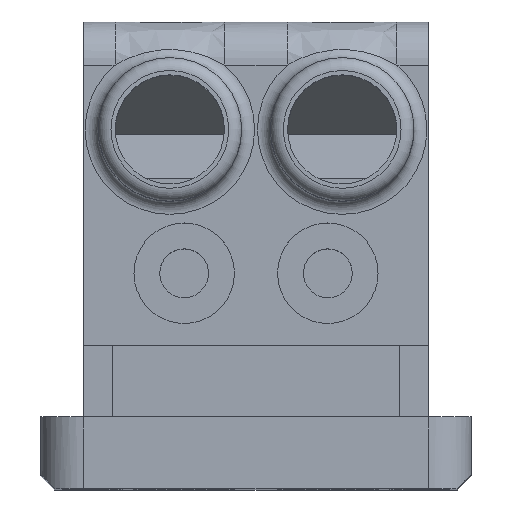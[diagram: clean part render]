
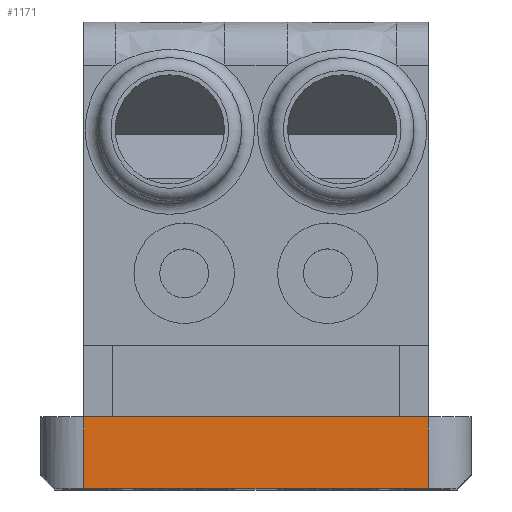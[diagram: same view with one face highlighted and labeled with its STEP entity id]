
A CAD part, top view. The second image highlights one B-rep face of the part: STEP entity #1171.
In plain terms, the highlighted planar face has unit normal (0, 0, 1).
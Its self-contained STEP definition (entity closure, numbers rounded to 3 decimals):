
#58 = PLANE('',#59);
#59 = AXIS2_PLACEMENT_3D('',#60,#61,#62);
#60 = CARTESIAN_POINT('',(0.,-5.,2.293));
#61 = DIRECTION('',(0.,1.,0.));
#62 = DIRECTION('',(0.,0.,1.));
#212 = EDGE_CURVE('',#213,#215,#217,.T.);
#213 = VERTEX_POINT('',#214);
#214 = CARTESIAN_POINT('',(-12.,-5.,30.));
#215 = VERTEX_POINT('',#216);
#216 = CARTESIAN_POINT('',(12.,-5.,30.));
#217 = SURFACE_CURVE('',#218,(#222,#229),.PCURVE_S1.);
#218 = LINE('',#219,#220);
#219 = CARTESIAN_POINT('',(-15.,-5.,30.));
#220 = VECTOR('',#221,1.);
#221 = DIRECTION('',(1.,0.,0.));
#222 = PCURVE('',#58,#223);
#223 = DEFINITIONAL_REPRESENTATION('',(#224),#228);
#224 = LINE('',#225,#226);
#225 = CARTESIAN_POINT('',(27.707,-15.));
#226 = VECTOR('',#227,1.);
#227 = DIRECTION('',(0.,1.));
#228 = ( GEOMETRIC_REPRESENTATION_CONTEXT(2) 
PARAMETRIC_REPRESENTATION_CONTEXT() REPRESENTATION_CONTEXT('2D SPACE',''
  ) );
#229 = PCURVE('',#230,#235);
#230 = PLANE('',#231);
#231 = AXIS2_PLACEMENT_3D('',#232,#233,#234);
#232 = CARTESIAN_POINT('',(-15.,0.,30.));
#233 = DIRECTION('',(0.,0.,1.));
#234 = DIRECTION('',(1.,0.,0.));
#235 = DEFINITIONAL_REPRESENTATION('',(#236),#240);
#236 = LINE('',#237,#238);
#237 = CARTESIAN_POINT('',(0.,-5.));
#238 = VECTOR('',#239,1.);
#239 = DIRECTION('',(1.,0.));
#240 = ( GEOMETRIC_REPRESENTATION_CONTEXT(2) 
PARAMETRIC_REPRESENTATION_CONTEXT() REPRESENTATION_CONTEXT('2D SPACE',''
  ) );
#259 = CYLINDRICAL_SURFACE('',#260,3.);
#260 = AXIS2_PLACEMENT_3D('',#261,#262,#263);
#261 = CARTESIAN_POINT('',(12.,0.,27.));
#262 = DIRECTION('',(0.,-1.,0.));
#263 = DIRECTION('',(0.,0.,1.));
#373 = CYLINDRICAL_SURFACE('',#374,3.);
#374 = AXIS2_PLACEMENT_3D('',#375,#376,#377);
#375 = CARTESIAN_POINT('',(-12.,0.,27.));
#376 = DIRECTION('',(0.,-1.,0.));
#377 = DIRECTION('',(0.,0.,1.));
#916 = PLANE('',#917);
#917 = AXIS2_PLACEMENT_3D('',#918,#919,#920);
#918 = CARTESIAN_POINT('',(0.,0.,2.293));
#919 = DIRECTION('',(0.,1.,0.));
#920 = DIRECTION('',(0.,0.,1.));
#1171 = ADVANCED_FACE('',(#1172),#230,.T.);
#1172 = FACE_BOUND('',#1173,.T.);
#1173 = EDGE_LOOP('',(#1174,#1199,#1219,#1220));
#1174 = ORIENTED_EDGE('',*,*,#1175,.F.);
#1175 = EDGE_CURVE('',#1176,#1178,#1180,.T.);
#1176 = VERTEX_POINT('',#1177);
#1177 = CARTESIAN_POINT('',(-12.,0.,30.));
#1178 = VERTEX_POINT('',#1179);
#1179 = CARTESIAN_POINT('',(12.,0.,30.));
#1180 = SURFACE_CURVE('',#1181,(#1185,#1192),.PCURVE_S1.);
#1181 = LINE('',#1182,#1183);
#1182 = CARTESIAN_POINT('',(-15.,0.,30.));
#1183 = VECTOR('',#1184,1.);
#1184 = DIRECTION('',(1.,0.,0.));
#1185 = PCURVE('',#230,#1186);
#1186 = DEFINITIONAL_REPRESENTATION('',(#1187),#1191);
#1187 = LINE('',#1188,#1189);
#1188 = CARTESIAN_POINT('',(0.,0.));
#1189 = VECTOR('',#1190,1.);
#1190 = DIRECTION('',(1.,0.));
#1191 = ( GEOMETRIC_REPRESENTATION_CONTEXT(2) 
PARAMETRIC_REPRESENTATION_CONTEXT() REPRESENTATION_CONTEXT('2D SPACE',''
  ) );
#1192 = PCURVE('',#916,#1193);
#1193 = DEFINITIONAL_REPRESENTATION('',(#1194),#1198);
#1194 = LINE('',#1195,#1196);
#1195 = CARTESIAN_POINT('',(27.707,-15.));
#1196 = VECTOR('',#1197,1.);
#1197 = DIRECTION('',(0.,1.));
#1198 = ( GEOMETRIC_REPRESENTATION_CONTEXT(2) 
PARAMETRIC_REPRESENTATION_CONTEXT() REPRESENTATION_CONTEXT('2D SPACE',''
  ) );
#1199 = ORIENTED_EDGE('',*,*,#1200,.T.);
#1200 = EDGE_CURVE('',#1176,#213,#1201,.T.);
#1201 = SURFACE_CURVE('',#1202,(#1206,#1213),.PCURVE_S1.);
#1202 = LINE('',#1203,#1204);
#1203 = CARTESIAN_POINT('',(-12.,0.,30.));
#1204 = VECTOR('',#1205,1.);
#1205 = DIRECTION('',(0.,-1.,0.));
#1206 = PCURVE('',#230,#1207);
#1207 = DEFINITIONAL_REPRESENTATION('',(#1208),#1212);
#1208 = LINE('',#1209,#1210);
#1209 = CARTESIAN_POINT('',(3.,0.));
#1210 = VECTOR('',#1211,1.);
#1211 = DIRECTION('',(0.,-1.));
#1212 = ( GEOMETRIC_REPRESENTATION_CONTEXT(2) 
PARAMETRIC_REPRESENTATION_CONTEXT() REPRESENTATION_CONTEXT('2D SPACE',''
  ) );
#1213 = PCURVE('',#373,#1214);
#1214 = DEFINITIONAL_REPRESENTATION('',(#1215),#1218);
#1215 = B_SPLINE_CURVE_WITH_KNOTS('',1,(#1216,#1217),.UNSPECIFIED.,.F.,
  .F.,(2,2),(0.,5.),.PIECEWISE_BEZIER_KNOTS.);
#1216 = CARTESIAN_POINT('',(0.,0.));
#1217 = CARTESIAN_POINT('',(0.,5.));
#1218 = ( GEOMETRIC_REPRESENTATION_CONTEXT(2) 
PARAMETRIC_REPRESENTATION_CONTEXT() REPRESENTATION_CONTEXT('2D SPACE',''
  ) );
#1219 = ORIENTED_EDGE('',*,*,#212,.T.);
#1220 = ORIENTED_EDGE('',*,*,#1221,.F.);
#1221 = EDGE_CURVE('',#1178,#215,#1222,.T.);
#1222 = SURFACE_CURVE('',#1223,(#1227,#1234),.PCURVE_S1.);
#1223 = LINE('',#1224,#1225);
#1224 = CARTESIAN_POINT('',(12.,0.,30.));
#1225 = VECTOR('',#1226,1.);
#1226 = DIRECTION('',(0.,-1.,0.));
#1227 = PCURVE('',#230,#1228);
#1228 = DEFINITIONAL_REPRESENTATION('',(#1229),#1233);
#1229 = LINE('',#1230,#1231);
#1230 = CARTESIAN_POINT('',(27.,0.));
#1231 = VECTOR('',#1232,1.);
#1232 = DIRECTION('',(0.,-1.));
#1233 = ( GEOMETRIC_REPRESENTATION_CONTEXT(2) 
PARAMETRIC_REPRESENTATION_CONTEXT() REPRESENTATION_CONTEXT('2D SPACE',''
  ) );
#1234 = PCURVE('',#259,#1235);
#1235 = DEFINITIONAL_REPRESENTATION('',(#1236),#1239);
#1236 = B_SPLINE_CURVE_WITH_KNOTS('',1,(#1237,#1238),.UNSPECIFIED.,.F.,
  .F.,(2,2),(0.,5.),.PIECEWISE_BEZIER_KNOTS.);
#1237 = CARTESIAN_POINT('',(0.,0.));
#1238 = CARTESIAN_POINT('',(0.,5.));
#1239 = ( GEOMETRIC_REPRESENTATION_CONTEXT(2) 
PARAMETRIC_REPRESENTATION_CONTEXT() REPRESENTATION_CONTEXT('2D SPACE',''
  ) );
